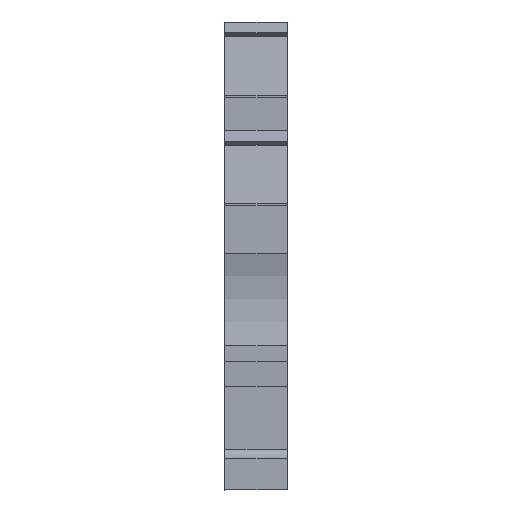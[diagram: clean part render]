
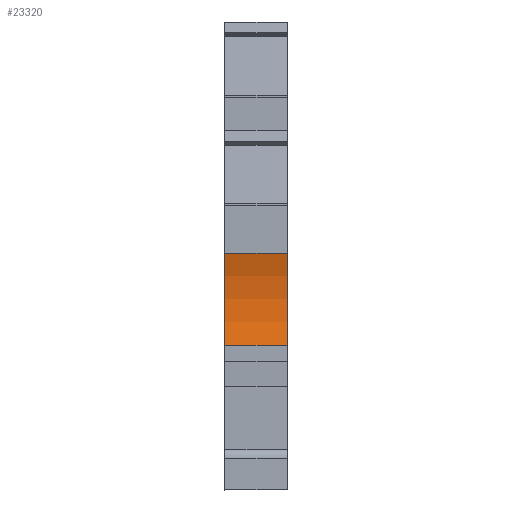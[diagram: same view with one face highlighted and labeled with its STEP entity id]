
A CAD part, front view. The second image highlights one B-rep face of the part: STEP entity #23320.
In plain terms, the highlighted cylindrical face has radius 15 mm (diameter 30 mm), a partial arc.
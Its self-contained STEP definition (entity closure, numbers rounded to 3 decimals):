
#5950=CARTESIAN_POINT('',(-53.1,-2.65,
-5.15));
#5960=VERTEX_POINT('',#5950);
#5990=CARTESIAN_POINT('',(-67.409,-7.15,
-5.15));
#6000=DIRECTION('',(0.,0.,1.));
#6010=DIRECTION('',(0.,1.,0.));
#6020=AXIS2_PLACEMENT_3D('',#5990,#6000,#6010);
#6030=CIRCLE('',#6020,15.);
#6040=CARTESIAN_POINT('',(-53.1,-11.65,
-5.15));
#6050=VERTEX_POINT('',#6040);
#6060=EDGE_CURVE('',#6050,#5960,#6030,.T.);
#6510=CARTESIAN_POINT('',(-53.1,-11.65,
1.));
#6520=VERTEX_POINT('',#6510);
#6550=CARTESIAN_POINT('',(-67.409,-7.15,
1.));
#6560=DIRECTION('',(0.,0.,1.));
#6570=DIRECTION('',(0.,1.,0.));
#6580=AXIS2_PLACEMENT_3D('',#6550,#6560,#6570);
#6590=CIRCLE('',#6580,15.);
#6600=CARTESIAN_POINT('',(-53.1,-2.65,
1.));
#6610=VERTEX_POINT('',#6600);
#6620=EDGE_CURVE('',#6520,#6610,#6590,.T.);
#22980=CARTESIAN_POINT('',(-53.1,-2.65,
1.));
#22990=DIRECTION('',(0.,0.,-1.));
#23000=VECTOR('',#22990,1.);
#23010=LINE('',#22980,#23000);
#23020=EDGE_CURVE('',#6610,#5960,#23010,.T.);
#23160=CARTESIAN_POINT('',(-67.409,-7.15,
1.));
#23170=DIRECTION('',(0.,0.,1.));
#23180=DIRECTION('',(0.,1.,0.));
#23190=AXIS2_PLACEMENT_3D('',#23160,#23170,#23180);
#23200=CYLINDRICAL_SURFACE('',#23190,15.);
#23210=ORIENTED_EDGE('',*,*,#6620,.T.);
#23220=CARTESIAN_POINT('',(-53.1,-11.65,
1.));
#23230=DIRECTION('',(0.,0.,-1.));
#23240=VECTOR('',#23230,1.);
#23250=LINE('',#23220,#23240);
#23260=EDGE_CURVE('',#6520,#6050,#23250,.T.);
#23270=ORIENTED_EDGE('',*,*,#23260,.F.);
#23280=ORIENTED_EDGE('',*,*,#6060,.F.);
#23290=ORIENTED_EDGE('',*,*,#23020,.T.);
#23300=EDGE_LOOP('',(#23290,#23280,#23270,#23210));
#23310=FACE_OUTER_BOUND('',#23300,.T.);
#23320=ADVANCED_FACE('',(#23310),#23200,.F.);
